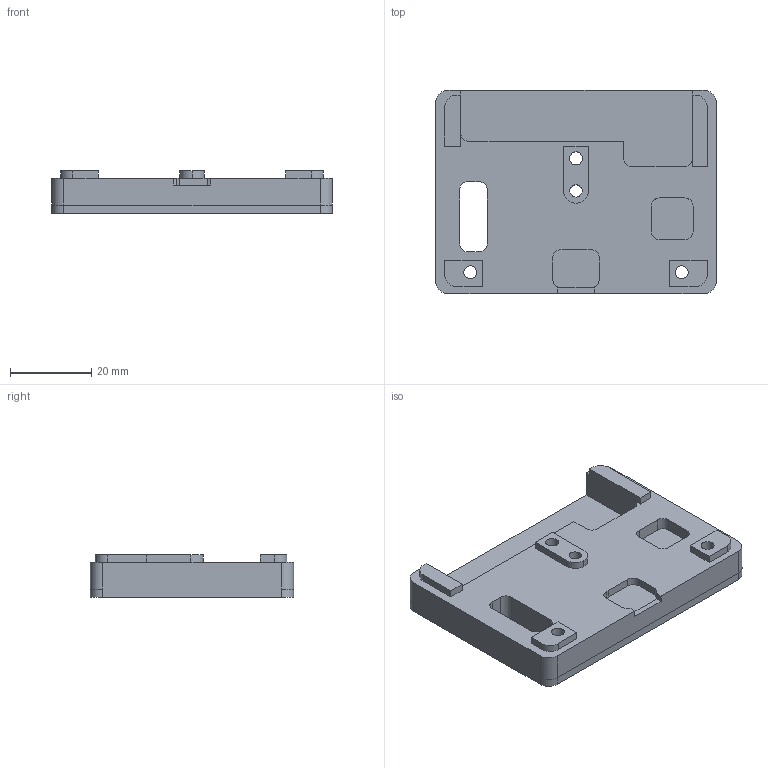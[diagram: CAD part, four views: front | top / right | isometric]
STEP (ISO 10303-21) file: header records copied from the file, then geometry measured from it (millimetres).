
FILE_DESCRIPTION(/* description */ (''),/* implementation_level */ '2;1');
FILE_NAME(/* name */ 'Top Case CNC V1.0.step',/* time_stamp */ '2020-10-01T11:57:41-06:00',/* author */ (''),/* organization */ (''),/* preprocessor_version */ 'ST-DEVELOPER v18.1',/* originating_system */ 'Autodesk Translation Framework v9.3.0.1241',/* authorisation */ '');
FILE_SCHEMA (('AUTOMOTIVE_DESIGN { 1 0 10303 214 3 1 1 }'));
Length unit declared in the file: millimetre
Products named in the file (1): Top Case
Bounding box: 69 x 50 x 10.41 mm (x, y, z)
Volume: 22910.9 mm3; surface area: 10098.2 mm2
Topology: 1 solids, 1 shells, 92 faces, 252 edges, 166 vertices
Faces by surface type: plane 55, cylinder 37
Full cylindrical faces by diameter (mm): 3 x2, 3.2 x6
Entity records: 2980 total; most frequent: CARTESIAN_POINT 511, DIRECTION 510, ORIENTED_EDGE 504, EDGE_CURVE 252, LINE 180, VECTOR 180, VERTEX_POINT 166, AXIS2_PLACEMENT_3D 165
